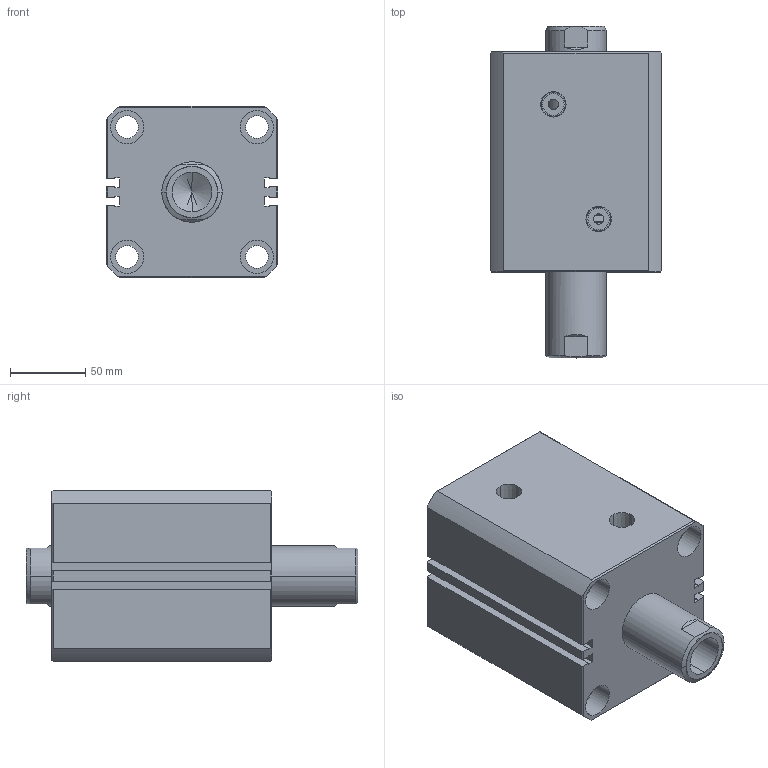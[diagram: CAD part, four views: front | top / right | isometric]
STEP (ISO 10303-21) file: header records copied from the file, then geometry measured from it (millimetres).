
FILE_DESCRIPTION (( 'STEP AP214' ), '1' );
FILE_NAME ('chtm-sw80x40n_asm.STEP', '2018-05-28T10:49:07', ( 'Windows' ), ( 'Microsoft' ), 'SwSTEP 2.0', 'SolidWorks 2015', '' );
FILE_SCHEMA (( 'AUTOMOTIVE_DESIGN' ));
Length unit declared in the file: millimetre
Products named in the file (4): CHTM-SD80QG; CHTM-SW80X40NBT; CHTM-SW80X40HSG; chtm-sw80x40n_asm
Assembly tree (3 placements, depth 2):
  chtm-sw80x40n_asm
    CHTM-SW80X40HSG
    CHTM-SW80X40NBT
    CHTM-SD80QG
Bounding box: 114 x 220 x 114 mm (x, y, z)
Volume: 1563692.9 mm3; surface area: 249835.9 mm2
Topology: 3 solids, 3 shells, 317 faces, 755 edges, 476 vertices
Faces by surface type: cylinder 127, plane 101, torus 66, cone 18, bspline 5
Entity records: 13141 total; most frequent: CARTESIAN_POINT 5652, DIRECTION 1600, ORIENTED_EDGE 1502, EDGE_CURVE 751, AXIS2_PLACEMENT_3D 652, VERTEX_POINT 476, EDGE_LOOP 369, CIRCLE 334
